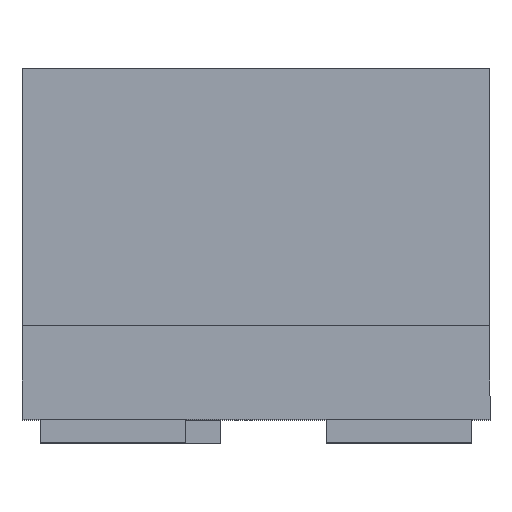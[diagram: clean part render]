
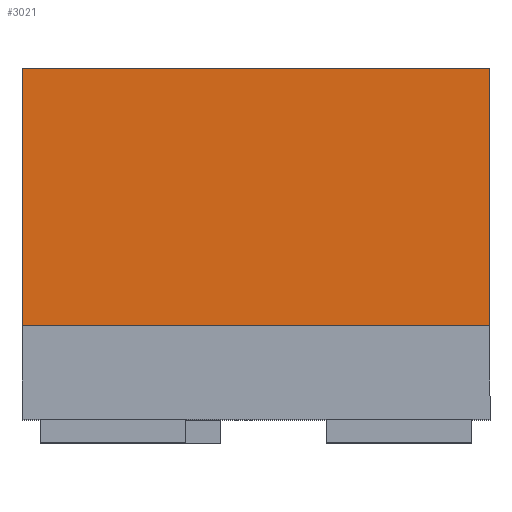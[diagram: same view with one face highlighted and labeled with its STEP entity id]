
A CAD part, top view. The second image highlights one B-rep face of the part: STEP entity #3021.
In plain terms, the highlighted planar face has unit normal (0, 0, 1).
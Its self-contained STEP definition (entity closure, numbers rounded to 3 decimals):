
#15 = VERTEX_POINT ( 'NONE', #1100 ) ;
#144 = VERTEX_POINT ( 'NONE', #2941 ) ;
#164 = DIRECTION ( 'NONE',  ( 1., 0., 0. ) ) ;
#283 = VECTOR ( 'NONE', #435, 1000. ) ;
#435 = DIRECTION ( 'NONE',  ( 0., 1., 0. ) ) ;
#462 = ORIENTED_EDGE ( 'NONE', *, *, #1933, .T. ) ;
#573 = CARTESIAN_POINT ( 'NONE',  ( -0.5, 0.8, 0.75 ) ) ;
#600 = LINE ( 'NONE', #573, #1461 ) ;
#644 = CARTESIAN_POINT ( 'NONE',  ( -0.5, 0.25, 0.75 ) ) ;
#752 = LINE ( 'NONE', #1931, #1021 ) ;
#1021 = VECTOR ( 'NONE', #1652, 1000. ) ;
#1047 = DIRECTION ( 'NONE',  ( 1., 0., 0. ) ) ;
#1100 = CARTESIAN_POINT ( 'NONE',  ( 0.5, 0.25, 0.75 ) ) ;
#1109 = ORIENTED_EDGE ( 'NONE', *, *, #2115, .T. ) ;
#1138 = CARTESIAN_POINT ( 'NONE',  ( 0.5, 0.8, 0.75 ) ) ;
#1289 = DIRECTION ( 'NONE',  ( 0., 0., 1. ) ) ;
#1376 = LINE ( 'NONE', #644, #2792 ) ;
#1461 = VECTOR ( 'NONE', #1047, 1000. ) ;
#1498 = VERTEX_POINT ( 'NONE', #1649 ) ;
#1649 = CARTESIAN_POINT ( 'NONE',  ( -0.5, 0.25, 0.75 ) ) ;
#1652 = DIRECTION ( 'NONE',  ( 0., 1., 0. ) ) ;
#1773 = AXIS2_PLACEMENT_3D ( 'NONE', #2803, #1289, #164 ) ;
#1807 = CARTESIAN_POINT ( 'NONE',  ( 0.5, -1.803, 0.75 ) ) ;
#1931 = CARTESIAN_POINT ( 'NONE',  ( -0.5, -1.803, 0.75 ) ) ;
#1933 = EDGE_CURVE ( 'NONE', #1498, #15, #1376, .T. ) ;
#1978 = ORIENTED_EDGE ( 'NONE', *, *, #2614, .F. ) ;
#2027 = VERTEX_POINT ( 'NONE', #1138 ) ;
#2115 = EDGE_CURVE ( 'NONE', #15, #2027, #2587, .T. ) ;
#2320 = FACE_OUTER_BOUND ( 'NONE', #2624, .T. ) ;
#2371 = DIRECTION ( 'NONE',  ( 1., 0., 0. ) ) ;
#2472 = EDGE_CURVE ( 'NONE', #1498, #144, #752, .T. ) ;
#2587 = LINE ( 'NONE', #1807, #283 ) ;
#2614 = EDGE_CURVE ( 'NONE', #144, #2027, #600, .T. ) ;
#2624 = EDGE_LOOP ( 'NONE', ( #2986, #462, #1109, #1978 ) ) ;
#2792 = VECTOR ( 'NONE', #2371, 1000. ) ;
#2803 = CARTESIAN_POINT ( 'NONE',  ( -0.5, -1.803, 0.75 ) ) ;
#2821 = PLANE ( 'NONE',  #1773 ) ;
#2941 = CARTESIAN_POINT ( 'NONE',  ( -0.5, 0.8, 0.75 ) ) ;
#2986 = ORIENTED_EDGE ( 'NONE', *, *, #2472, .F. ) ;
#3021 = ADVANCED_FACE ( 'NONE', ( #2320 ), #2821, .T. ) ;
